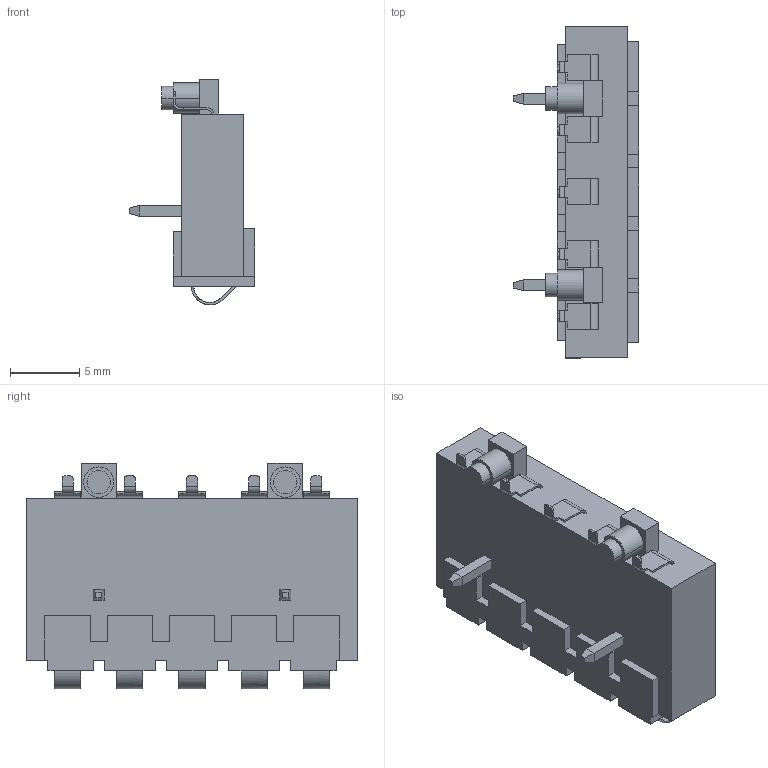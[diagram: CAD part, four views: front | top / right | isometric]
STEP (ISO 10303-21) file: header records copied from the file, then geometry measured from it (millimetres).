
FILE_DESCRIPTION(('CATIA V5 STEP Exchange','CAx-IF Rec.Pracs.--- Model Styling and Organization---1.4--- 2014-01-23'),'2;1');
FILE_NAME ('12062103_3', '2018-11-09T09:11:07+00:00', ('none'), ('Weidmueller'), 'CATIA Version 5-6 Release 2016 SP3 HF44', 'CATIA V5 STEP AP214', 'none');
FILE_SCHEMA(('AUTOMOTIVE_DESIGN { 1 0 10303 214 1 1 1 1 }'));
Length unit declared in the file: millimetre
Products named in the file (1): 1155870000
Bounding box: 9.1 x 24 x 16.31 mm (x, y, z)
Volume: 1454.3 mm3; surface area: 1386.6 mm2
Topology: 13 solids, 13 shells, 293 faces, 840 edges, 584 vertices
Faces by surface type: plane 235, cylinder 54, extrusion 4
Entity records: 9573 total; most frequent: CARTESIAN_POINT 1741, ORIENTED_EDGE 1680, DIRECTION 1300, EDGE_CURVE 840, VECTOR 718, LINE 714, VERTEX_POINT 584, AXIS2_PLACEMENT_3D 351
